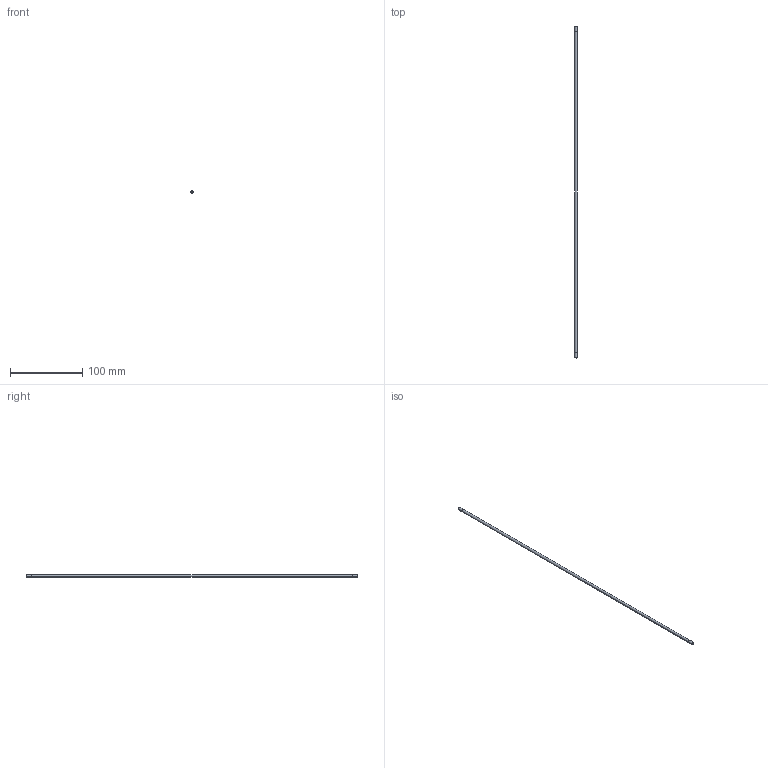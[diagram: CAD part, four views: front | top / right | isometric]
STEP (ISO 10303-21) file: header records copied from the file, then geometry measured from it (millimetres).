
FILE_DESCRIPTION((''),'2;1');
FILE_NAME('3d_31ASTA460MM4.stp','2012-10-03T09:31:16',(''),(''),'Mechanical Desktop 2011','Mechanical Desktop 2011',', , ');
FILE_SCHEMA(('CONFIG_CONTROL_DESIGN'));
Length unit declared in the file: millimetre
Products named in the file (1): Product
Bounding box: 4 x 460 x 4 mm (x, y, z)
Volume: 5751.1 mm3; surface area: 5824.4 mm2
Topology: 3 solids, 3 shells, 16 faces, 27 edges, 17 vertices
Faces by surface type: bspline 6, cylinder 4, plane 4, cone 2
Entity records: 527 total; most frequent: CARTESIAN_POINT 135, DIRECTION 66, ORIENTED_EDGE 54, AXIS2_PLACEMENT_3D 28, EDGE_CURVE 27, VERTEX_POINT 17, CIRCLE 17, EDGE_LOOP 16
